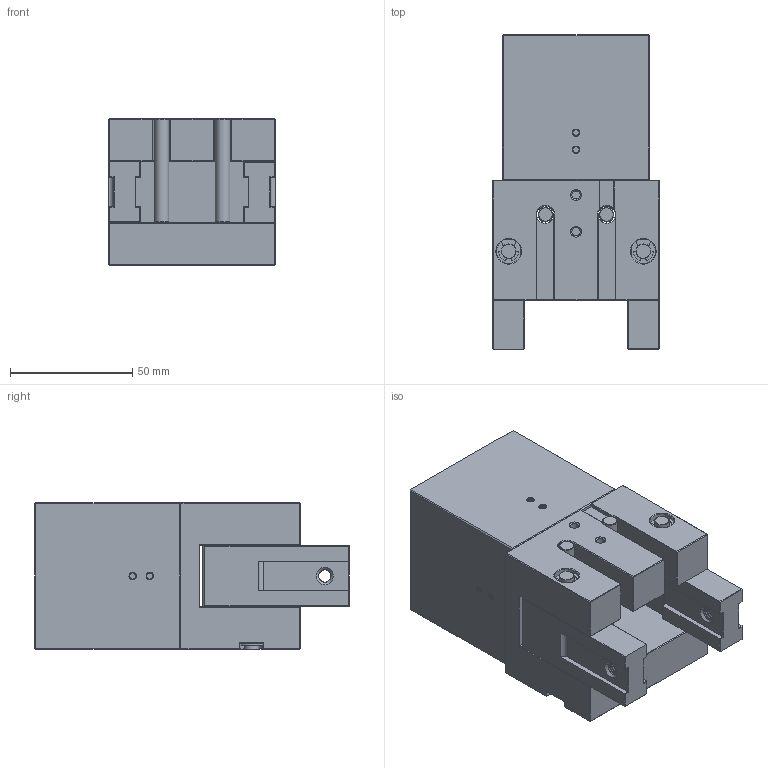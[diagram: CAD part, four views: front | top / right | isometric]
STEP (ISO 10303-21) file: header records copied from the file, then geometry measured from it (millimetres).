
FILE_DESCRIPTION(/* description */ (''),/* implementation_level */ '2;1');
FILE_NAME(/* name */ '47af1d4b-4915-42b5-9db8-eec03546d788.stp',/* time_stamp */ '2021-10-22T07:08:24+00:00',/* author */ (''),/* organization */ (''),/* preprocessor_version */ 'ST-DEVELOPER v18.1',/* originating_system */ 'Autodesk Translation Framework v10.10.0.1391',/* authorisation */ '');
FILE_SCHEMA (('AUTOMOTIVE_DESIGN { 1 0 10303 214 3 1 1 }'));
Products named in the file (8): KZ 180/32; Upper body; Lower body; Gripper; Shaft_1; Shaft_2; Socket_head_screw_M5; Retaining_ring_6
Assembly tree (14 placements, depth 2):
  KZ 180/32
    Upper body
    Lower body
    Gripper  x2
    Shaft_1  x2
    Shaft_2  x2
    Socket_head_screw_M5  x2
    Retaining_ring_6  x4
Bounding box: 68 x 128.5 x 60 mm (x, y, z)
Volume: 363938.8 mm3; surface area: 70657.1 mm2
Topology: 14 solids, 14 shells, 855 faces, 2172 edges, 1378 vertices
Faces by surface type: cylinder 470, plane 290, cone 54, bspline 41
Full cylindrical faces by diameter (mm): 2.529 x42, 3.086 x36, 3.332 x2, 4.234 x10, 4.701 x18, 5 x10, 5.035 x28, 5.12 x7, 6 x30, 6.147 x14, 7 x2, 10 x4, 10.5 x2
Entity records: 41721 total; most frequent: CARTESIAN_POINT 26624, ORIENTED_EDGE 3464, DIRECTION 2454, EDGE_CURVE 1732, VERTEX_POINT 1097, AXIS2_PLACEMENT_3D 857, B_SPLINE_CURVE_WITH_KNOTS 766, LINE 740
